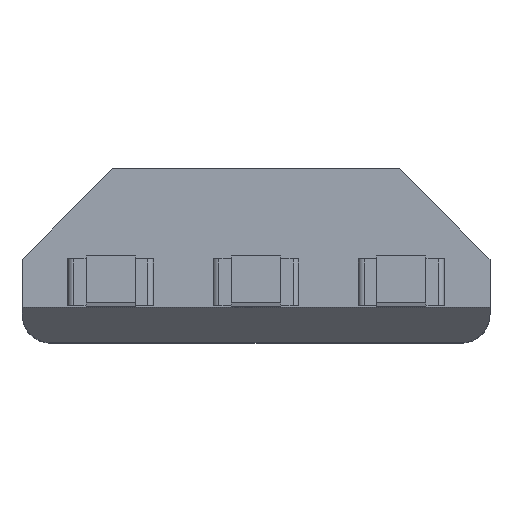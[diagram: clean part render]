
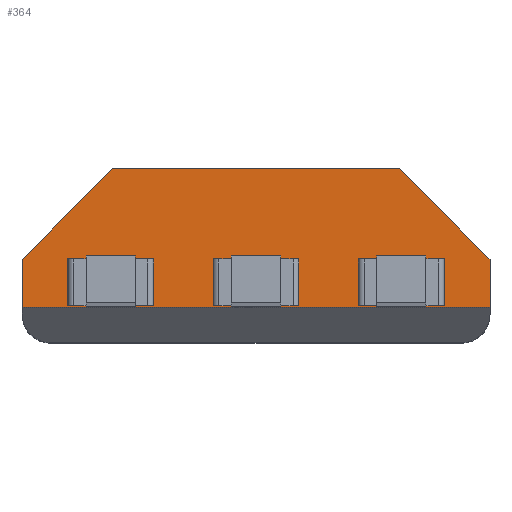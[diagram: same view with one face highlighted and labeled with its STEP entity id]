
A CAD part, top view. The second image highlights one B-rep face of the part: STEP entity #364.
In plain terms, the highlighted planar face has unit normal (0, 0, 1).
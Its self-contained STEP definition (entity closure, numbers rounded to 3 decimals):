
#6 = VECTOR ( 'NONE', #4117, 1000. ) ;
#54 = ORIENTED_EDGE ( 'NONE', *, *, #4134, .T. ) ;
#60 = CARTESIAN_POINT ( 'NONE',  ( -0.215, -0.03, 1.51 ) ) ;
#85 = DIRECTION ( 'NONE',  ( -1., 0., 0. ) ) ;
#89 = CARTESIAN_POINT ( 'NONE',  ( -0.215, -0.44, 1.51 ) ) ;
#90 = VECTOR ( 'NONE', #4238, 1000. ) ;
#119 = LINE ( 'NONE', #89, #315 ) ;
#126 = FACE_BOUND ( 'NONE', #2799, .T. ) ;
#178 = EDGE_CURVE ( 'NONE', #4977, #4020, #3736, .T. ) ;
#216 = VECTOR ( 'NONE', #2844, 1000. ) ;
#272 = CARTESIAN_POINT ( 'NONE',  ( 0.215, -0.03, 1.51 ) ) ;
#305 = CARTESIAN_POINT ( 'NONE',  ( -2.045, -0.03, 1.51 ) ) ;
#309 = CARTESIAN_POINT ( 'NONE',  ( 0.215, -0.44, 1.51 ) ) ;
#310 = CARTESIAN_POINT ( 'NONE',  ( -1.055, -0.03, 1.51 ) ) ;
#315 = VECTOR ( 'NONE', #3116, 1000. ) ;
#333 = EDGE_CURVE ( 'NONE', #3205, #642, #3137, .T. ) ;
#364 = ADVANCED_FACE ( 'NONE', ( #126, #4458, #4394, #2429 ), #4722, .F. ) ;
#369 = CARTESIAN_POINT ( 'NONE',  ( -2.045, 0.76, 1.51 ) ) ;
#476 = VERTEX_POINT ( 'NONE', #2364 ) ;
#550 = EDGE_CURVE ( 'NONE', #4290, #654, #2985, .T. ) ;
#642 = VERTEX_POINT ( 'NONE', #5510 ) ;
#646 = VECTOR ( 'NONE', #2953, 1000. ) ;
#654 = VERTEX_POINT ( 'NONE', #2173 ) ;
#666 = EDGE_LOOP ( 'NONE', ( #1058, #54, #2538, #3454, #2316, #2942 ) ) ;
#707 = CARTESIAN_POINT ( 'NONE',  ( -0.215, -0.44, 1.51 ) ) ;
#780 = DIRECTION ( 'NONE',  ( -1., 0., 0. ) ) ;
#863 = CARTESIAN_POINT ( 'NONE',  ( -2.045, -0.03, 1.51 ) ) ;
#889 = EDGE_LOOP ( 'NONE', ( #2119, #1327, #1970, #2281 ) ) ;
#1058 = ORIENTED_EDGE ( 'NONE', *, *, #2816, .T. ) ;
#1208 = DIRECTION ( 'NONE',  ( -0.707, 0.707, 0. ) ) ;
#1246 = DIRECTION ( 'NONE',  ( 0., -1., 0. ) ) ;
#1257 = CARTESIAN_POINT ( 'NONE',  ( -0.215, -0.03, 1.51 ) ) ;
#1286 = EDGE_CURVE ( 'NONE', #5188, #3656, #2497, .T. ) ;
#1320 = ORIENTED_EDGE ( 'NONE', *, *, #5082, .F. ) ;
#1327 = ORIENTED_EDGE ( 'NONE', *, *, #5015, .F. ) ;
#1345 = VECTOR ( 'NONE', #4966, 1000. ) ;
#1407 = VERTEX_POINT ( 'NONE', #1885 ) ;
#1427 = ORIENTED_EDGE ( 'NONE', *, *, #550, .F. ) ;
#1454 = LINE ( 'NONE', #4780, #3636 ) ;
#1521 = VERTEX_POINT ( 'NONE', #309 ) ;
#1525 = CARTESIAN_POINT ( 'NONE',  ( -1.485, -0.44, 1.51 ) ) ;
#1548 = LINE ( 'NONE', #3028, #4307 ) ;
#1608 = DIRECTION ( 'NONE',  ( -1., 0., 0. ) ) ;
#1665 = EDGE_CURVE ( 'NONE', #654, #1521, #119, .T. ) ;
#1683 = CARTESIAN_POINT ( 'NONE',  ( 1.055, -0.44, 1.51 ) ) ;
#1804 = LINE ( 'NONE', #2146, #646 ) ;
#1808 = VERTEX_POINT ( 'NONE', #3592 ) ;
#1885 = CARTESIAN_POINT ( 'NONE',  ( -1.485, -0.03, 1.51 ) ) ;
#1912 = EDGE_CURVE ( 'NONE', #642, #4291, #4570, .T. ) ;
#1944 = EDGE_CURVE ( 'NONE', #4020, #4070, #4241, .T. ) ;
#1945 = VERTEX_POINT ( 'NONE', #1525 ) ;
#1961 = VECTOR ( 'NONE', #3738, 1000. ) ;
#1970 = ORIENTED_EDGE ( 'NONE', *, *, #2500, .F. ) ;
#2026 = VECTOR ( 'NONE', #5083, 1000. ) ;
#2070 = CARTESIAN_POINT ( 'NONE',  ( 2.045, -0.03, 1.51 ) ) ;
#2098 = CARTESIAN_POINT ( 'NONE',  ( -1.485, -0.44, 1.51 ) ) ;
#2119 = ORIENTED_EDGE ( 'NONE', *, *, #3801, .F. ) ;
#2145 = CARTESIAN_POINT ( 'NONE',  ( 2.045, 0.76, 1.51 ) ) ;
#2146 = CARTESIAN_POINT ( 'NONE',  ( 1.055, -0.44, 1.51 ) ) ;
#2173 = CARTESIAN_POINT ( 'NONE',  ( -0.215, -0.44, 1.51 ) ) ;
#2184 = CARTESIAN_POINT ( 'NONE',  ( -1.255, 0.76, 1.51 ) ) ;
#2236 = CARTESIAN_POINT ( 'NONE',  ( 1.055, -0.03, 1.51 ) ) ;
#2281 = ORIENTED_EDGE ( 'NONE', *, *, #4466, .F. ) ;
#2316 = ORIENTED_EDGE ( 'NONE', *, *, #178, .T. ) ;
#2364 = CARTESIAN_POINT ( 'NONE',  ( -2.045, -0.45, 1.51 ) ) ;
#2428 = LINE ( 'NONE', #5043, #2026 ) ;
#2429 = FACE_BOUND ( 'NONE', #4410, .T. ) ;
#2469 = EDGE_CURVE ( 'NONE', #1521, #5295, #1548, .T. ) ;
#2496 = DIRECTION ( 'NONE',  ( 1., 0., 0. ) ) ;
#2497 = LINE ( 'NONE', #3521, #3662 ) ;
#2500 = EDGE_CURVE ( 'NONE', #1407, #1945, #2556, .T. ) ;
#2530 = LINE ( 'NONE', #1257, #90 ) ;
#2532 = LINE ( 'NONE', #3180, #216 ) ;
#2533 = CARTESIAN_POINT ( 'NONE',  ( 1.255, 0.76, 1.51 ) ) ;
#2538 = ORIENTED_EDGE ( 'NONE', *, *, #1286, .T. ) ;
#2556 = LINE ( 'NONE', #2098, #4923 ) ;
#2602 = DIRECTION ( 'NONE',  ( -1., 0., 0. ) ) ;
#2644 = VECTOR ( 'NONE', #780, 1000. ) ;
#2649 = AXIS2_PLACEMENT_3D ( 'NONE', #2145, #3949, #2602 ) ;
#2662 = LINE ( 'NONE', #3534, #4811 ) ;
#2689 = ORIENTED_EDGE ( 'NONE', *, *, #333, .F. ) ;
#2778 = CARTESIAN_POINT ( 'NONE',  ( -2.045, -0.76, 1.51 ) ) ;
#2787 = LINE ( 'NONE', #4849, #5532 ) ;
#2799 = EDGE_LOOP ( 'NONE', ( #4198, #4830, #1427, #1320 ) ) ;
#2808 = CARTESIAN_POINT ( 'NONE',  ( 1.485, -0.44, 1.51 ) ) ;
#2816 = EDGE_CURVE ( 'NONE', #4070, #476, #4506, .T. ) ;
#2844 = DIRECTION ( 'NONE',  ( 1., 0., 0. ) ) ;
#2942 = ORIENTED_EDGE ( 'NONE', *, *, #1944, .T. ) ;
#2953 = DIRECTION ( 'NONE',  ( 0., -1., 0. ) ) ;
#2985 = LINE ( 'NONE', #707, #1961 ) ;
#3028 = CARTESIAN_POINT ( 'NONE',  ( 0.215, -0.44, 1.51 ) ) ;
#3090 = VECTOR ( 'NONE', #2496, 1000. ) ;
#3116 = DIRECTION ( 'NONE',  ( 1., 0., 0. ) ) ;
#3137 = LINE ( 'NONE', #2808, #6 ) ;
#3180 = CARTESIAN_POINT ( 'NONE',  ( 1.055, -0.44, 1.51 ) ) ;
#3205 = VERTEX_POINT ( 'NONE', #4318 ) ;
#3453 = VECTOR ( 'NONE', #1608, 1000. ) ;
#3454 = ORIENTED_EDGE ( 'NONE', *, *, #5546, .T. ) ;
#3521 = CARTESIAN_POINT ( 'NONE',  ( 2.045, -0.76, 1.51 ) ) ;
#3534 = CARTESIAN_POINT ( 'NONE',  ( 1.255, 0.76, 1.51 ) ) ;
#3592 = CARTESIAN_POINT ( 'NONE',  ( -1.055, -0.44, 1.51 ) ) ;
#3636 = VECTOR ( 'NONE', #85, 1000. ) ;
#3656 = VERTEX_POINT ( 'NONE', #2070 ) ;
#3662 = VECTOR ( 'NONE', #4360, 1000. ) ;
#3708 = DIRECTION ( 'NONE',  ( -0.707, -0.707, 0. ) ) ;
#3736 = LINE ( 'NONE', #369, #2644 ) ;
#3738 = DIRECTION ( 'NONE',  ( 0., -1., 0. ) ) ;
#3801 = EDGE_CURVE ( 'NONE', #1808, #5357, #2787, .T. ) ;
#3817 = VERTEX_POINT ( 'NONE', #1683 ) ;
#3949 = DIRECTION ( 'NONE',  ( 0., 0., -1. ) ) ;
#4020 = VERTEX_POINT ( 'NONE', #2184 ) ;
#4049 = VECTOR ( 'NONE', #3708, 1000. ) ;
#4070 = VERTEX_POINT ( 'NONE', #863 ) ;
#4117 = DIRECTION ( 'NONE',  ( 0., 1., 0. ) ) ;
#4134 = EDGE_CURVE ( 'NONE', #476, #5188, #2428, .T. ) ;
#4198 = ORIENTED_EDGE ( 'NONE', *, *, #2469, .F. ) ;
#4206 = CARTESIAN_POINT ( 'NONE',  ( -1.485, -0.44, 1.51 ) ) ;
#4238 = DIRECTION ( 'NONE',  ( -1., 0., 0. ) ) ;
#4241 = LINE ( 'NONE', #305, #4049 ) ;
#4290 = VERTEX_POINT ( 'NONE', #60 ) ;
#4291 = VERTEX_POINT ( 'NONE', #2236 ) ;
#4307 = VECTOR ( 'NONE', #4652, 1000. ) ;
#4318 = CARTESIAN_POINT ( 'NONE',  ( 1.485, -0.44, 1.51 ) ) ;
#4331 = ORIENTED_EDGE ( 'NONE', *, *, #4606, .F. ) ;
#4360 = DIRECTION ( 'NONE',  ( 0., 1., 0. ) ) ;
#4394 = FACE_BOUND ( 'NONE', #889, .T. ) ;
#4410 = EDGE_LOOP ( 'NONE', ( #2689, #4331, #5080, #5568 ) ) ;
#4425 = EDGE_CURVE ( 'NONE', #4291, #3817, #1804, .T. ) ;
#4458 = FACE_OUTER_BOUND ( 'NONE', #666, .T. ) ;
#4466 = EDGE_CURVE ( 'NONE', #5357, #1407, #1454, .T. ) ;
#4502 = CARTESIAN_POINT ( 'NONE',  ( 1.055, -0.03, 1.51 ) ) ;
#4506 = LINE ( 'NONE', #2778, #1345 ) ;
#4570 = LINE ( 'NONE', #4502, #3453 ) ;
#4606 = EDGE_CURVE ( 'NONE', #3817, #3205, #2532, .T. ) ;
#4652 = DIRECTION ( 'NONE',  ( 0., 1., 0. ) ) ;
#4722 = PLANE ( 'NONE',  #2649 ) ;
#4780 = CARTESIAN_POINT ( 'NONE',  ( -1.485, -0.03, 1.51 ) ) ;
#4811 = VECTOR ( 'NONE', #1208, 1000. ) ;
#4821 = LINE ( 'NONE', #4206, #3090 ) ;
#4830 = ORIENTED_EDGE ( 'NONE', *, *, #1665, .F. ) ;
#4849 = CARTESIAN_POINT ( 'NONE',  ( -1.055, -0.44, 1.51 ) ) ;
#4870 = DIRECTION ( 'NONE',  ( 0., 1., 0. ) ) ;
#4923 = VECTOR ( 'NONE', #1246, 1000. ) ;
#4966 = DIRECTION ( 'NONE',  ( 0., -1., 0. ) ) ;
#4977 = VERTEX_POINT ( 'NONE', #2533 ) ;
#5015 = EDGE_CURVE ( 'NONE', #1945, #1808, #4821, .T. ) ;
#5043 = CARTESIAN_POINT ( 'NONE',  ( 2.045, -0.45, 1.51 ) ) ;
#5080 = ORIENTED_EDGE ( 'NONE', *, *, #4425, .F. ) ;
#5082 = EDGE_CURVE ( 'NONE', #5295, #4290, #2530, .T. ) ;
#5083 = DIRECTION ( 'NONE',  ( 1., 0., 0. ) ) ;
#5188 = VERTEX_POINT ( 'NONE', #5324 ) ;
#5295 = VERTEX_POINT ( 'NONE', #272 ) ;
#5324 = CARTESIAN_POINT ( 'NONE',  ( 2.045, -0.45, 1.51 ) ) ;
#5357 = VERTEX_POINT ( 'NONE', #310 ) ;
#5510 = CARTESIAN_POINT ( 'NONE',  ( 1.485, -0.03, 1.51 ) ) ;
#5532 = VECTOR ( 'NONE', #4870, 1000. ) ;
#5546 = EDGE_CURVE ( 'NONE', #3656, #4977, #2662, .T. ) ;
#5568 = ORIENTED_EDGE ( 'NONE', *, *, #1912, .F. ) ;
